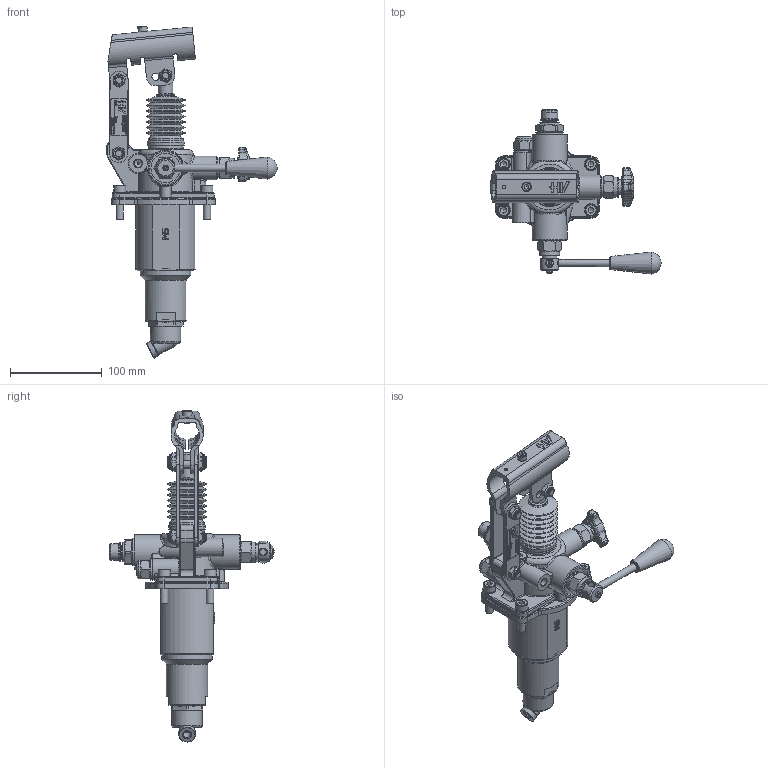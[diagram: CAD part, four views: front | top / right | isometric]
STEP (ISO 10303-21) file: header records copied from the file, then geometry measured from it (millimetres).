
FILE_DESCRIPTION((''),'2;1');
FILE_NAME('6071.0131.00.50_STEP.stp','2020-02-25T13:01:10',('Administrator'),(''),'Autodesk Inventor 2013','Autodesk Inventor 2013','');
FILE_SCHEMA(('CONFIG_CONTROL_DESIGN'));
Length unit declared in the file: millimetre
Products named in the file (1): 6071.0131.00
Bounding box: 185.42 x 178.69 x 361.55 mm (x, y, z)
Volume: 434568 mm3; surface area: 208121.1 mm2
Topology: 22 solids, 22 shells, 1734 faces, 4333 edges, 2715 vertices
Faces by surface type: plane 734, cylinder 423, bspline 246, cone 166, torus 145, sphere 20
Full cylindrical faces by diameter (mm): 2 x1, 3 x1, 4 x2, 4.917 x1, 5 x2, 6 x2, 7.5 x1, 8 x30, 8.5 x4, 8.566 x1, 9 x1, 10 x2, 10.489 x1, 11.05 x6, 12 x4, 13 x4, 14 x5, 14.95 x1, 15 x1, 16 x5, 16.6 x2, 17 x1, 18 x3, 20 x5, 20.6 x1, 20.781 x1, 21 x3, 21.8 x4, 22 x2, 23 x3
Entity records: 55036 total; most frequent: CARTESIAN_POINT 15312, ORIENTED_EDGE 7834, DIRECTION 7276, EDGE_CURVE 3917, AXIS2_PLACEMENT_3D 2677, VERTEX_POINT 2593, EDGE_LOOP 2174, VECTOR 1922
